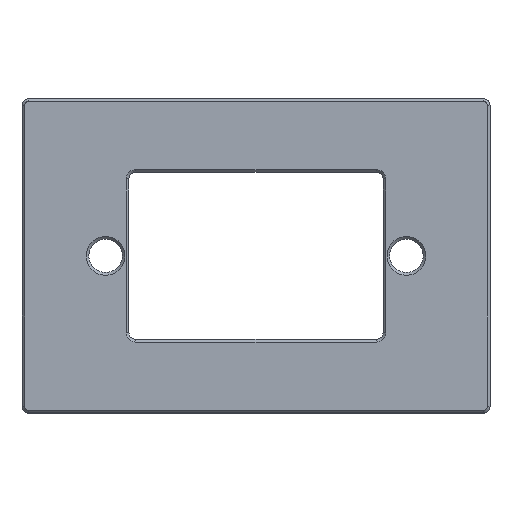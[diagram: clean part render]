
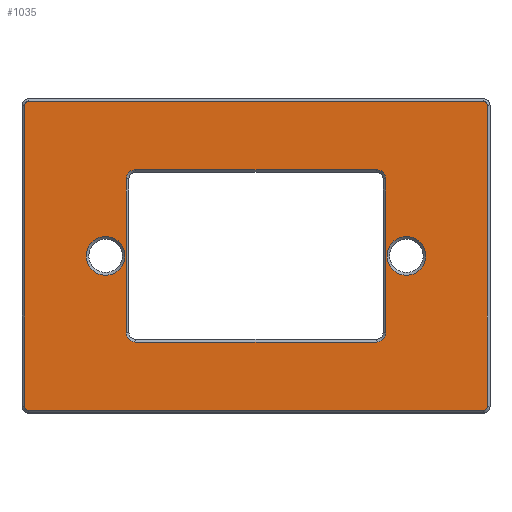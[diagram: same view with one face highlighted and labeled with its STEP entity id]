
A CAD part, top view. The second image highlights one B-rep face of the part: STEP entity #1035.
In plain terms, the highlighted planar face has unit normal (0, 0, 1).
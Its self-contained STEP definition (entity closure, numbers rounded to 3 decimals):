
#45=FACE_BOUND('',#183,.T.);
#46=FACE_BOUND('',#184,.T.);
#47=FACE_BOUND('',#185,.T.);
#69=CIRCLE('',#1114,2.9);
#71=CIRCLE('',#1117,0.6);
#72=CIRCLE('',#1118,0.6);
#73=CIRCLE('',#1119,0.6);
#74=CIRCLE('',#1120,0.6);
#75=CIRCLE('',#1121,2.9);
#76=CIRCLE('',#1122,1.4);
#77=CIRCLE('',#1123,1.4);
#78=CIRCLE('',#1124,1.4);
#79=CIRCLE('',#1125,1.4);
#119=FACE_OUTER_BOUND('',#182,.T.);
#182=EDGE_LOOP('',(#799,#800,#801,#802,#803,#804,#805,#806));
#183=EDGE_LOOP('',(#807));
#184=EDGE_LOOP('',(#808,#809,#810,#811,#812,#813,#814,#815));
#185=EDGE_LOOP('',(#816));
#283=LINE('',#1727,#390);
#284=LINE('',#1731,#391);
#285=LINE('',#1735,#392);
#286=LINE('',#1739,#393);
#287=LINE('',#1747,#394);
#288=LINE('',#1751,#395);
#289=LINE('',#1755,#396);
#290=LINE('',#1758,#397);
#390=VECTOR('',#1297,10.);
#391=VECTOR('',#1300,10.);
#392=VECTOR('',#1303,10.);
#393=VECTOR('',#1306,10.);
#394=VECTOR('',#1313,10.);
#395=VECTOR('',#1316,10.);
#396=VECTOR('',#1319,10.);
#397=VECTOR('',#1322,10.);
#488=VERTEX_POINT('',#1719);
#490=VERTEX_POINT('',#1725);
#491=VERTEX_POINT('',#1726);
#492=VERTEX_POINT('',#1728);
#493=VERTEX_POINT('',#1730);
#494=VERTEX_POINT('',#1732);
#495=VERTEX_POINT('',#1734);
#496=VERTEX_POINT('',#1736);
#497=VERTEX_POINT('',#1738);
#498=VERTEX_POINT('',#1741);
#499=VERTEX_POINT('',#1743);
#500=VERTEX_POINT('',#1744);
#501=VERTEX_POINT('',#1746);
#502=VERTEX_POINT('',#1748);
#503=VERTEX_POINT('',#1750);
#504=VERTEX_POINT('',#1752);
#505=VERTEX_POINT('',#1754);
#506=VERTEX_POINT('',#1756);
#602=EDGE_CURVE('',#488,#488,#69,.T.);
#605=EDGE_CURVE('',#490,#491,#283,.T.);
#606=EDGE_CURVE('',#492,#490,#71,.T.);
#607=EDGE_CURVE('',#493,#492,#284,.T.);
#608=EDGE_CURVE('',#494,#493,#72,.T.);
#609=EDGE_CURVE('',#495,#494,#285,.T.);
#610=EDGE_CURVE('',#496,#495,#73,.T.);
#611=EDGE_CURVE('',#497,#496,#286,.T.);
#612=EDGE_CURVE('',#491,#497,#74,.T.);
#613=EDGE_CURVE('',#498,#498,#75,.T.);
#614=EDGE_CURVE('',#499,#500,#76,.T.);
#615=EDGE_CURVE('',#501,#499,#287,.T.);
#616=EDGE_CURVE('',#502,#501,#77,.T.);
#617=EDGE_CURVE('',#503,#502,#288,.T.);
#618=EDGE_CURVE('',#504,#503,#78,.T.);
#619=EDGE_CURVE('',#505,#504,#289,.T.);
#620=EDGE_CURVE('',#506,#505,#79,.T.);
#621=EDGE_CURVE('',#500,#506,#290,.T.);
#799=ORIENTED_EDGE('',*,*,#605,.F.);
#800=ORIENTED_EDGE('',*,*,#606,.F.);
#801=ORIENTED_EDGE('',*,*,#607,.F.);
#802=ORIENTED_EDGE('',*,*,#608,.F.);
#803=ORIENTED_EDGE('',*,*,#609,.F.);
#804=ORIENTED_EDGE('',*,*,#610,.F.);
#805=ORIENTED_EDGE('',*,*,#611,.F.);
#806=ORIENTED_EDGE('',*,*,#612,.F.);
#807=ORIENTED_EDGE('',*,*,#613,.F.);
#808=ORIENTED_EDGE('',*,*,#614,.F.);
#809=ORIENTED_EDGE('',*,*,#615,.F.);
#810=ORIENTED_EDGE('',*,*,#616,.F.);
#811=ORIENTED_EDGE('',*,*,#617,.F.);
#812=ORIENTED_EDGE('',*,*,#618,.F.);
#813=ORIENTED_EDGE('',*,*,#619,.F.);
#814=ORIENTED_EDGE('',*,*,#620,.F.);
#815=ORIENTED_EDGE('',*,*,#621,.F.);
#816=ORIENTED_EDGE('',*,*,#602,.F.);
#993=PLANE('',#1116);
#1035=ADVANCED_FACE('',(#119,#45,#46,#47),#993,.T.);
#1114=AXIS2_PLACEMENT_3D('',#1720,#1290,#1291);
#1116=AXIS2_PLACEMENT_3D('',#1724,#1295,#1296);
#1117=AXIS2_PLACEMENT_3D('',#1729,#1298,#1299);
#1118=AXIS2_PLACEMENT_3D('',#1733,#1301,#1302);
#1119=AXIS2_PLACEMENT_3D('',#1737,#1304,#1305);
#1120=AXIS2_PLACEMENT_3D('',#1740,#1307,#1308);
#1121=AXIS2_PLACEMENT_3D('',#1742,#1309,#1310);
#1122=AXIS2_PLACEMENT_3D('',#1745,#1311,#1312);
#1123=AXIS2_PLACEMENT_3D('',#1749,#1314,#1315);
#1124=AXIS2_PLACEMENT_3D('',#1753,#1317,#1318);
#1125=AXIS2_PLACEMENT_3D('',#1757,#1320,#1321);
#1290=DIRECTION('center_axis',(0.,0.,1.));
#1291=DIRECTION('ref_axis',(1.,0.,0.));
#1295=DIRECTION('center_axis',(0.,0.,1.));
#1296=DIRECTION('ref_axis',(1.,0.,0.));
#1297=DIRECTION('',(0.,-1.,0.));
#1298=DIRECTION('center_axis',(0.,0.,-1.));
#1299=DIRECTION('ref_axis',(0.707,0.707,0.));
#1300=DIRECTION('',(1.,0.,0.));
#1301=DIRECTION('center_axis',(0.,0.,-1.));
#1302=DIRECTION('ref_axis',(-0.707,0.707,0.));
#1303=DIRECTION('',(0.,1.,0.));
#1304=DIRECTION('center_axis',(0.,0.,-1.));
#1305=DIRECTION('ref_axis',(-0.707,-0.707,0.));
#1306=DIRECTION('',(-1.,0.,0.));
#1307=DIRECTION('center_axis',(0.,0.,-1.));
#1308=DIRECTION('ref_axis',(0.707,-0.707,0.));
#1309=DIRECTION('center_axis',(0.,0.,1.));
#1310=DIRECTION('ref_axis',(1.,0.,0.));
#1311=DIRECTION('center_axis',(0.,0.,1.));
#1312=DIRECTION('ref_axis',(0.707,0.707,0.));
#1313=DIRECTION('',(0.,1.,0.));
#1314=DIRECTION('center_axis',(0.,0.,1.));
#1315=DIRECTION('ref_axis',(0.707,-0.707,0.));
#1316=DIRECTION('',(1.,0.,0.));
#1317=DIRECTION('center_axis',(0.,0.,1.));
#1318=DIRECTION('ref_axis',(-0.707,-0.707,0.));
#1319=DIRECTION('',(0.,-1.,0.));
#1320=DIRECTION('center_axis',(0.,0.,1.));
#1321=DIRECTION('ref_axis',(-0.707,0.707,0.));
#1322=DIRECTION('',(-1.,0.,0.));
#1719=CARTESIAN_POINT('',(19.6,0.,0.));
#1720=CARTESIAN_POINT('Origin',(22.5,0.,0.));
#1724=CARTESIAN_POINT('Origin',(0.,0.,0.));
#1725=CARTESIAN_POINT('',(34.6,22.5,0.));
#1726=CARTESIAN_POINT('',(34.6,-22.5,0.));
#1727=CARTESIAN_POINT('',(34.6,11.75,0.));
#1728=CARTESIAN_POINT('',(34.,23.1,0.));
#1729=CARTESIAN_POINT('Origin',(34.,22.5,0.));
#1730=CARTESIAN_POINT('',(-34.,23.1,0.));
#1731=CARTESIAN_POINT('',(-17.5,23.1,0.));
#1732=CARTESIAN_POINT('',(-34.6,22.5,0.));
#1733=CARTESIAN_POINT('Origin',(-34.,22.5,0.));
#1734=CARTESIAN_POINT('',(-34.6,-22.5,0.));
#1735=CARTESIAN_POINT('',(-34.6,-11.75,0.));
#1736=CARTESIAN_POINT('',(-34.,-23.1,0.));
#1737=CARTESIAN_POINT('Origin',(-34.,-22.5,0.));
#1738=CARTESIAN_POINT('',(34.,-23.1,0.));
#1739=CARTESIAN_POINT('',(17.5,-23.1,0.));
#1740=CARTESIAN_POINT('Origin',(34.,-22.5,0.));
#1741=CARTESIAN_POINT('',(-25.4,0.,0.));
#1742=CARTESIAN_POINT('Origin',(-22.5,0.,0.));
#1743=CARTESIAN_POINT('',(19.4,11.5,0.));
#1744=CARTESIAN_POINT('',(18.,12.9,0.));
#1745=CARTESIAN_POINT('Origin',(18.,11.5,0.));
#1746=CARTESIAN_POINT('',(19.4,-11.5,0.));
#1747=CARTESIAN_POINT('',(19.4,-6.25,0.));
#1748=CARTESIAN_POINT('',(18.,-12.9,0.));
#1749=CARTESIAN_POINT('Origin',(18.,-11.5,0.));
#1750=CARTESIAN_POINT('',(-18.,-12.9,0.));
#1751=CARTESIAN_POINT('',(-9.5,-12.9,0.));
#1752=CARTESIAN_POINT('',(-19.4,-11.5,0.));
#1753=CARTESIAN_POINT('Origin',(-18.,-11.5,0.));
#1754=CARTESIAN_POINT('',(-19.4,11.5,0.));
#1755=CARTESIAN_POINT('',(-19.4,6.25,0.));
#1756=CARTESIAN_POINT('',(-18.,12.9,0.));
#1757=CARTESIAN_POINT('Origin',(-18.,11.5,0.));
#1758=CARTESIAN_POINT('',(9.5,12.9,0.));
